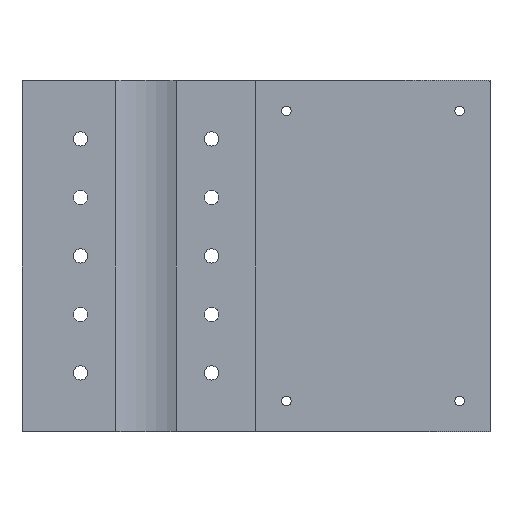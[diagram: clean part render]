
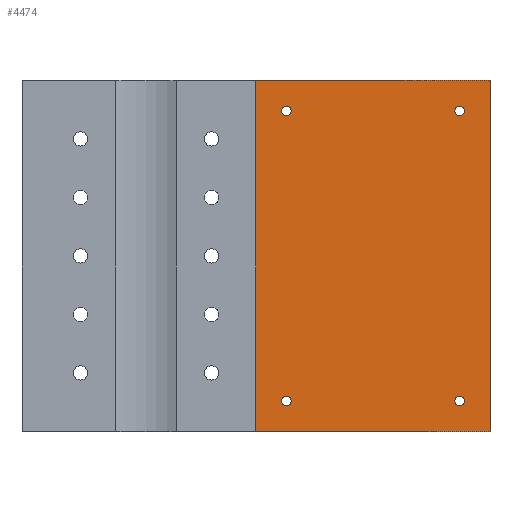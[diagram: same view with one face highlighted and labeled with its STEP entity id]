
A CAD part, top view. The second image highlights one B-rep face of the part: STEP entity #4474.
In plain terms, the highlighted planar face has unit normal (0, 0, 1).
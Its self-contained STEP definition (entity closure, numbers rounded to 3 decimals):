
#15=FACE_BOUND('',#603,.T.);
#16=FACE_BOUND('',#604,.T.);
#17=FACE_BOUND('',#605,.T.);
#18=FACE_BOUND('',#606,.T.);
#70=PLANE('',#4770);
#340=FACE_OUTER_BOUND('',#602,.T.);
#602=EDGE_LOOP('',(#3241,#3242,#3243,#3244));
#603=EDGE_LOOP('',(#3245));
#604=EDGE_LOOP('',(#3246));
#605=EDGE_LOOP('',(#3247));
#606=EDGE_LOOP('',(#3248));
#919=LINE('',#6319,#1515);
#921=LINE('',#6323,#1517);
#922=LINE('',#6325,#1518);
#923=LINE('',#6326,#1519);
#1515=VECTOR('',#5123,10.);
#1517=VECTOR('',#5127,10.);
#1518=VECTOR('',#5128,10.);
#1519=VECTOR('',#5129,10.);
#2100=CIRCLE('',#4742,2.05);
#2104=CIRCLE('',#4748,2.05);
#2108=CIRCLE('',#4754,2.05);
#2112=CIRCLE('',#4760,2.05);
#2142=VERTEX_POINT('',#6257);
#2146=VERTEX_POINT('',#6269);
#2150=VERTEX_POINT('',#6281);
#2154=VERTEX_POINT('',#6293);
#2161=VERTEX_POINT('',#6316);
#2162=VERTEX_POINT('',#6318);
#2163=VERTEX_POINT('',#6322);
#2164=VERTEX_POINT('',#6324);
#2547=EDGE_CURVE('',#2142,#2142,#2100,.T.);
#2553=EDGE_CURVE('',#2146,#2146,#2104,.T.);
#2559=EDGE_CURVE('',#2150,#2150,#2108,.T.);
#2565=EDGE_CURVE('',#2154,#2154,#2112,.T.);
#2577=EDGE_CURVE('',#2161,#2162,#919,.T.);
#2579=EDGE_CURVE('',#2163,#2161,#921,.T.);
#2580=EDGE_CURVE('',#2164,#2163,#922,.T.);
#2581=EDGE_CURVE('',#2162,#2164,#923,.T.);
#3241=ORIENTED_EDGE('',*,*,#2577,.F.);
#3242=ORIENTED_EDGE('',*,*,#2579,.F.);
#3243=ORIENTED_EDGE('',*,*,#2580,.F.);
#3244=ORIENTED_EDGE('',*,*,#2581,.F.);
#3245=ORIENTED_EDGE('',*,*,#2565,.T.);
#3246=ORIENTED_EDGE('',*,*,#2553,.T.);
#3247=ORIENTED_EDGE('',*,*,#2559,.T.);
#3248=ORIENTED_EDGE('',*,*,#2547,.T.);
#4474=ADVANCED_FACE('',(#340,#15,#16,#17,#18),#70,.F.);
#4742=AXIS2_PLACEMENT_3D('',#6258,#5054,#5055);
#4748=AXIS2_PLACEMENT_3D('',#6270,#5068,#5069);
#4754=AXIS2_PLACEMENT_3D('',#6282,#5082,#5083);
#4760=AXIS2_PLACEMENT_3D('',#6294,#5096,#5097);
#4770=AXIS2_PLACEMENT_3D('',#6321,#5125,#5126);
#5054=DIRECTION('center_axis',(0.,0.,-1.));
#5055=DIRECTION('ref_axis',(-1.,0.,0.));
#5068=DIRECTION('center_axis',(0.,0.,-1.));
#5069=DIRECTION('ref_axis',(-1.,0.,0.));
#5082=DIRECTION('center_axis',(0.,0.,-1.));
#5083=DIRECTION('ref_axis',(-1.,0.,0.));
#5096=DIRECTION('center_axis',(0.,0.,-1.));
#5097=DIRECTION('ref_axis',(-1.,0.,0.));
#5123=DIRECTION('',(0.,1.,0.));
#5125=DIRECTION('center_axis',(0.,0.,-1.));
#5126=DIRECTION('ref_axis',(-1.,0.,0.));
#5127=DIRECTION('',(-1.,0.,0.));
#5128=DIRECTION('',(0.,-1.,0.));
#5129=DIRECTION('',(1.,0.,0.));
#6257=CARTESIAN_POINT('',(15.05,-62.,14.));
#6258=CARTESIAN_POINT('Origin',(13.,-62.,14.));
#6269=CARTESIAN_POINT('',(89.05,-62.,14.));
#6270=CARTESIAN_POINT('Origin',(87.,-62.,14.));
#6281=CARTESIAN_POINT('',(15.05,62.,14.));
#6282=CARTESIAN_POINT('Origin',(13.,62.,14.));
#6293=CARTESIAN_POINT('',(89.05,62.,14.));
#6294=CARTESIAN_POINT('Origin',(87.,62.,14.));
#6316=CARTESIAN_POINT('',(0.,-75.,14.));
#6318=CARTESIAN_POINT('',(0.,75.,14.));
#6319=CARTESIAN_POINT('',(0.,75.,14.));
#6321=CARTESIAN_POINT('Origin',(50.,0.,14.));
#6322=CARTESIAN_POINT('',(100.,-75.,14.));
#6323=CARTESIAN_POINT('',(-25.,-75.,14.));
#6324=CARTESIAN_POINT('',(100.,75.,14.));
#6325=CARTESIAN_POINT('',(100.,-37.5,14.));
#6326=CARTESIAN_POINT('',(75.,75.,14.));
